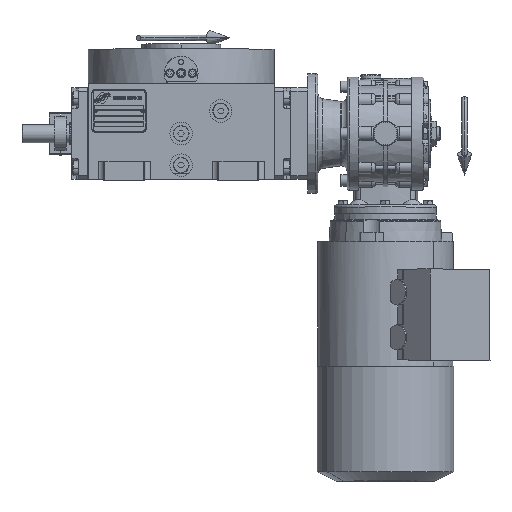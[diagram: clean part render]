
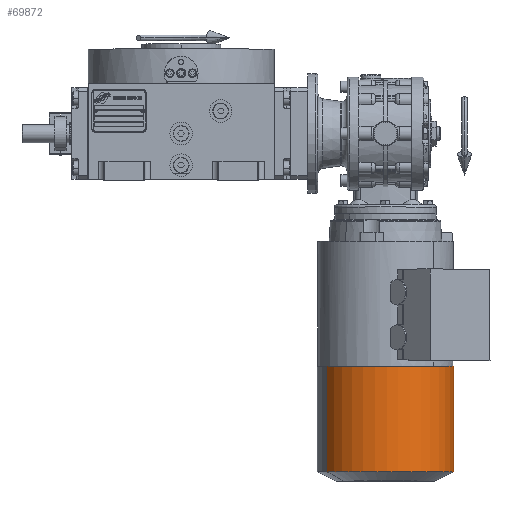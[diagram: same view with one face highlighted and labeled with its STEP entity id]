
A CAD part, top view. The second image highlights one B-rep face of the part: STEP entity #69872.
In plain terms, the highlighted cylindrical face has radius 60.5 mm (diameter 121 mm), a partial arc.
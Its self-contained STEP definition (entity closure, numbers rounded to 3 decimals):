
#2227 = VERTEX_POINT ( 'NONE', #74962 ) ;
#4007 = AXIS2_PLACEMENT_3D ( 'NONE', #98656, #32815, #31573 ) ;
#8846 = EDGE_LOOP ( 'NONE', ( #107387, #70484, #44264, #31952 ) ) ;
#10600 = CARTESIAN_POINT ( 'NONE',  ( -64.811, -6.286, 0. ) ) ;
#10800 = DIRECTION ( 'NONE',  ( -1., 0., 0. ) ) ;
#13905 = CARTESIAN_POINT ( 'NONE',  ( -158.212, 8.35, 58.703 ) ) ;
#14009 = EDGE_CURVE ( 'NONE', #56031, #71858, #65541, .T. ) ;
#20540 = DIRECTION ( 'NONE',  ( 1., 0., 0. ) ) ;
#20711 = VERTEX_POINT ( 'NONE', #46481 ) ;
#23778 = CIRCLE ( 'NONE', #93225, 60.5 ) ;
#26825 = DIRECTION ( 'NONE',  ( 1., 0., 0. ) ) ;
#31573 = DIRECTION ( 'NONE',  ( 0., 0.242, 0.97 ) ) ;
#31952 = ORIENTED_EDGE ( 'NONE', *, *, #14009, .F. ) ;
#32815 = DIRECTION ( 'NONE',  ( -1., 0., 0. ) ) ;
#44264 = ORIENTED_EDGE ( 'NONE', *, *, #87576, .F. ) ;
#45663 = CARTESIAN_POINT ( 'NONE',  ( -64.811, 8.35, 58.703 ) ) ;
#46481 = CARTESIAN_POINT ( 'NONE',  ( -158.212, -20.922, -58.703 ) ) ;
#48542 = DIRECTION ( 'NONE',  ( 0., -0.242, -0.97 ) ) ;
#53085 = AXIS2_PLACEMENT_3D ( 'NONE', #97109, #10800, #105220 ) ;
#53599 = LINE ( 'NONE', #63523, #70700 ) ;
#56031 = VERTEX_POINT ( 'NONE', #112949 ) ;
#63523 = CARTESIAN_POINT ( 'NONE',  ( -158.212, -20.922, -58.703 ) ) ;
#65541 = LINE ( 'NONE', #45663, #94041 ) ;
#69872 = ADVANCED_FACE ( 'NONE', ( #70769 ), #99276, .T. ) ;
#70484 = ORIENTED_EDGE ( 'NONE', *, *, #110214, .F. ) ;
#70700 = VECTOR ( 'NONE', #26825, 1000. ) ;
#70769 = FACE_OUTER_BOUND ( 'NONE', #8846, .T. ) ;
#71858 = VERTEX_POINT ( 'NONE', #13905 ) ;
#74962 = CARTESIAN_POINT ( 'NONE',  ( -64.811, -20.922, -58.703 ) ) ;
#87576 = EDGE_CURVE ( 'NONE', #71858, #20711, #120560, .T. ) ;
#90505 = EDGE_CURVE ( 'NONE', #2227, #56031, #23778, .T. ) ;
#93225 = AXIS2_PLACEMENT_3D ( 'NONE', #10600, #20540, #48542 ) ;
#94041 = VECTOR ( 'NONE', #95335, 1000. ) ;
#95335 = DIRECTION ( 'NONE',  ( -1., 0., 0. ) ) ;
#97109 = CARTESIAN_POINT ( 'NONE',  ( -158.212, -6.286, 0. ) ) ;
#98656 = CARTESIAN_POINT ( 'NONE',  ( -26.951, -6.286, 0. ) ) ;
#99276 = CYLINDRICAL_SURFACE ( 'NONE', #4007, 60.5 ) ;
#105220 = DIRECTION ( 'NONE',  ( 0., 0.242, 0.97 ) ) ;
#107387 = ORIENTED_EDGE ( 'NONE', *, *, #90505, .F. ) ;
#110214 = EDGE_CURVE ( 'NONE', #20711, #2227, #53599, .T. ) ;
#112949 = CARTESIAN_POINT ( 'NONE',  ( -64.811, 8.35, 58.703 ) ) ;
#120560 = CIRCLE ( 'NONE', #53085, 60.5 ) ;
